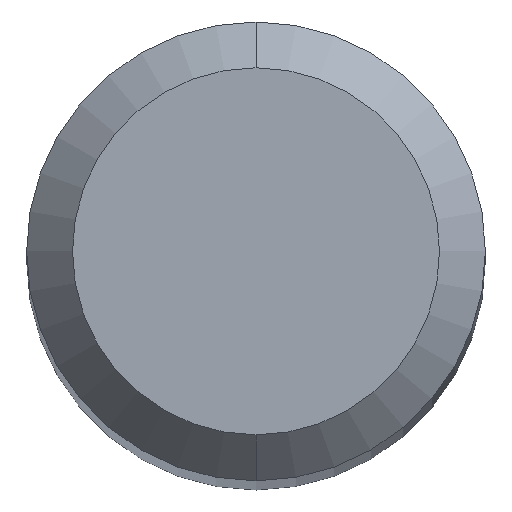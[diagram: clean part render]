
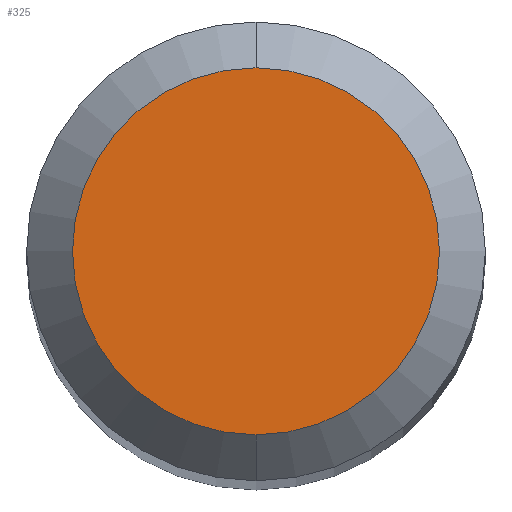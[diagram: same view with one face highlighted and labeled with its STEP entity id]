
A CAD part, top view. The second image highlights one B-rep face of the part: STEP entity #325.
In plain terms, the highlighted planar face has unit normal (0, 0, 1).
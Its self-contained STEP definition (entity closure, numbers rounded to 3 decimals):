
#285=EDGE_CURVE('',#451,#319,#602,.T.);
#295=EDGE_CURVE('',#319,#451,#613,.T.);
#319=VERTEX_POINT('',#641);
#325=ADVANCED_FACE('',(#648),#649,.T.);
#451=VERTEX_POINT('',#787);
#602=CIRCLE('',#1074,1.2);
#613=CIRCLE('',#1086,1.2);
#641=CARTESIAN_POINT('',(0.,-1.2,0.0));
#648=FACE_OUTER_BOUND('',#1128,.T.);
#649=PLANE('',#1129);
#787=CARTESIAN_POINT('',(0.0,1.2,0.0));
#1074=AXIS2_PLACEMENT_3D('',#1555,#1556,#1557);
#1086=AXIS2_PLACEMENT_3D('',#1571,#1572,#1573);
#1128=EDGE_LOOP('',(#1629,#1630));
#1129=AXIS2_PLACEMENT_3D('',#1631,#1632,#1633);
#1555=CARTESIAN_POINT('',(0.0,0.0,0.0));
#1556=DIRECTION('',(0.0,0.0,-1.0));
#1557=DIRECTION('',(0.0,1.0,0.0));
#1571=CARTESIAN_POINT('',(0.0,0.0,0.0));
#1572=DIRECTION('',(0.0,0.0,-1.0));
#1573=DIRECTION('',(0.0,1.0,0.0));
#1629=ORIENTED_EDGE('',*,*,#285,.F.);
#1630=ORIENTED_EDGE('',*,*,#295,.F.);
#1631=CARTESIAN_POINT('',(0.0,0.6,0.0));
#1632=DIRECTION('',(-0.0,0.0,1.0));
#1633=DIRECTION('',(0.0,-1.0,0.0));
